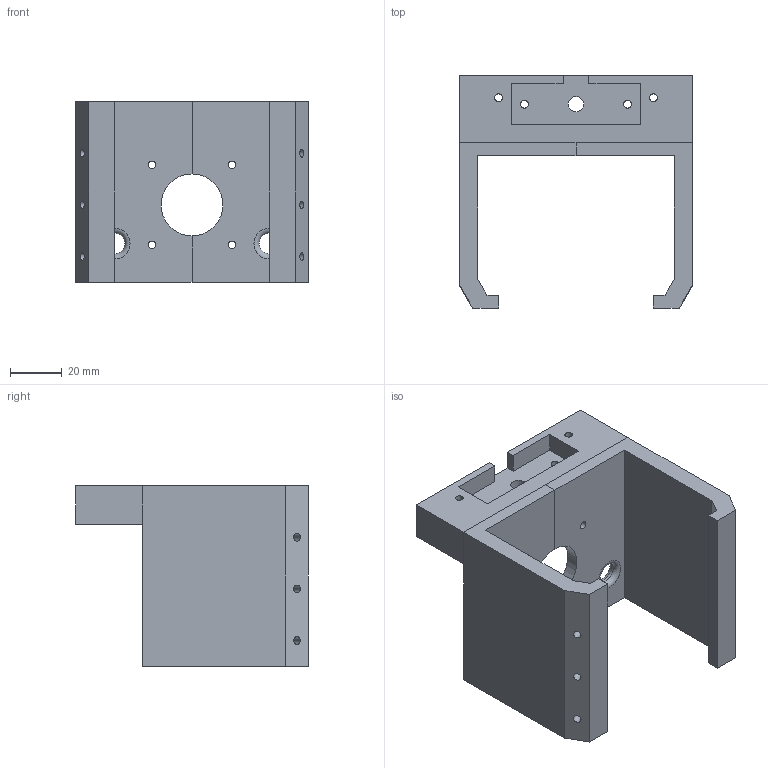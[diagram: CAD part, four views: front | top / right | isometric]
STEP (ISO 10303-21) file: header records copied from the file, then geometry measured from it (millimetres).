
FILE_DESCRIPTION(('FreeCAD Model'),'2;1');
FILE_NAME('motor_frame.step', '2020-08-05T15:45:53',('Author'),(''), 'Open CASCADE STEP processor 7.4','FreeCAD','Unknown');
FILE_SCHEMA(('AUTOMOTIVE_DESIGN { 1 0 10303 214 1 1 1 1 }'));
Length unit declared in the file: millimetre
Products named in the file (1): motorFrame
Bounding box: 90 x 90.06 x 70 mm (x, y, z)
Volume: 118465.3 mm3; surface area: 40575.3 mm2
Topology: 1 solids, 1 shells, 57 faces, 160 edges, 103 vertices
Faces by surface type: plane 35, cylinder 18, torus 4
Full cylindrical faces by diameter (mm): 3 x14, 6 x1, 8 x2, 24 x1
Entity records: 4067 total; most frequent: CARTESIAN_POINT 761, DIRECTION 624, LINE 392, VECTOR 392, ORIENTED_EDGE 320, PCURVE 320, DEFINITIONAL_REPRESENTATION 320, EDGE_CURVE 160
